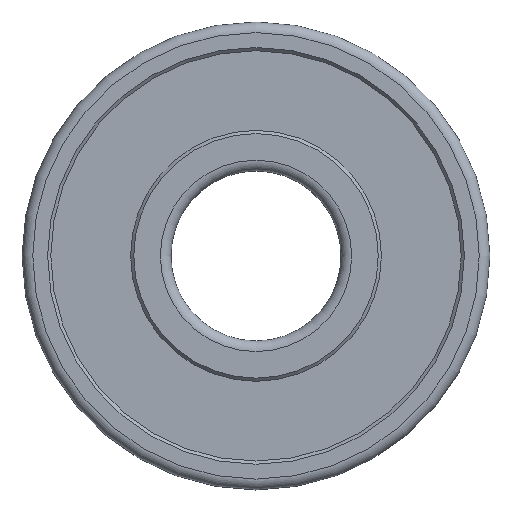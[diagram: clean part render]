
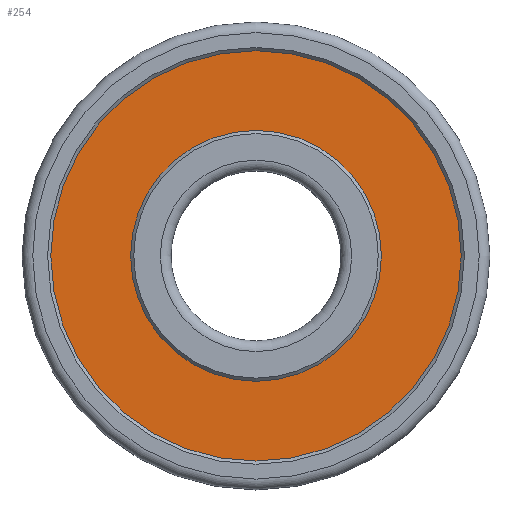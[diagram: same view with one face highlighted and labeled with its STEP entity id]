
A CAD part, top view. The second image highlights one B-rep face of the part: STEP entity #254.
In plain terms, the highlighted planar face has unit normal (0, 0, 1).
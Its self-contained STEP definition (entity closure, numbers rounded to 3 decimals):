
#215=PLANE('',#640);
#254=ADVANCED_FACE('',(#336,#337),#215,.T.);
#336=FACE_BOUND('',#400,.T.);
#337=FACE_BOUND('',#401,.T.);
#400=EDGE_LOOP('',(#464));
#401=EDGE_LOOP('',(#465));
#464=ORIENTED_EDGE('',*,*,#534,.T.);
#465=ORIENTED_EDGE('',*,*,#536,.F.);
#502=VERTEX_POINT('',#887);
#504=VERTEX_POINT('',#892);
#534=EDGE_CURVE('',#502,#502,#566,.T.);
#536=EDGE_CURVE('',#504,#504,#568,.T.);
#566=CIRCLE('',#634,9.65);
#568=CIRCLE('',#637,5.9);
#634=AXIS2_PLACEMENT_3D('',#886,#771,#772);
#637=AXIS2_PLACEMENT_3D('',#891,#777,#778);
#640=AXIS2_PLACEMENT_3D('',#895,#783,#784);
#771=DIRECTION('',(0.,0.,1.));
#772=DIRECTION('',(1.,0.,0.));
#777=DIRECTION('',(0.,0.,1.));
#778=DIRECTION('',(1.,0.,0.));
#783=DIRECTION('',(0.,0.,1.));
#784=DIRECTION('',(1.,0.,0.));
#886=CARTESIAN_POINT('',(0.,0.,-0.15));
#887=CARTESIAN_POINT('',(9.65,0.,-0.15));
#891=CARTESIAN_POINT('',(0.,0.,-0.15));
#892=CARTESIAN_POINT('',(5.9,0.,-0.15));
#895=CARTESIAN_POINT('',(0.,0.,-0.15));
